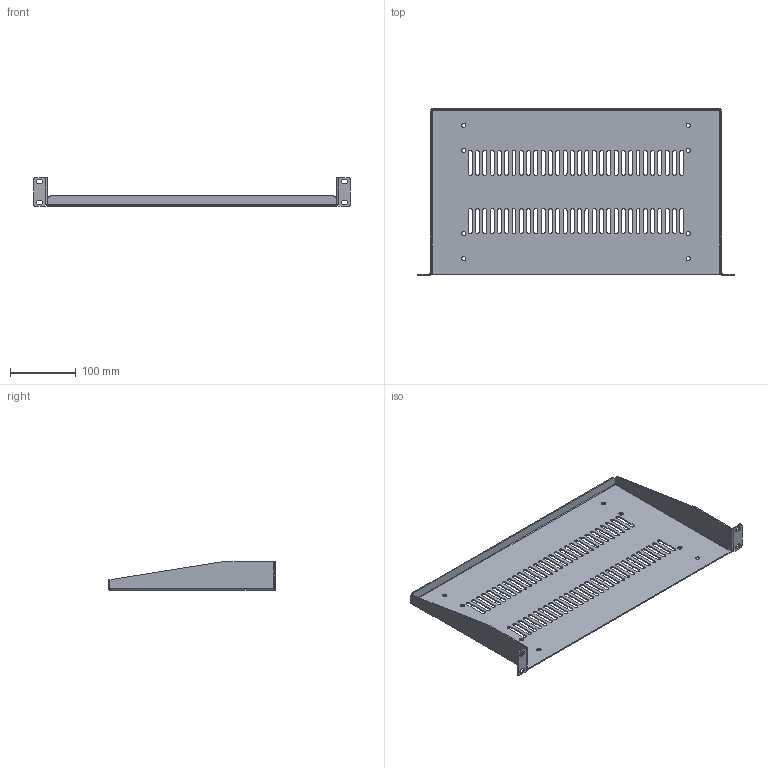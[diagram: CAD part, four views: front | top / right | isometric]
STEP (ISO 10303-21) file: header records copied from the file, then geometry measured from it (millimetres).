
FILE_DESCRIPTION (( 'STEP AP203' ), '1' );
FILE_NAME ('RASV190110BK1.step', '2020-11-12T15:55:04', ( 'ADC123' ), ( 'Microsoft' ), 'SwSTEP 2.0', 'SolidWorks 2019', '' );
FILE_SCHEMA (( 'CONFIG_CONTROL_DESIGN' ));
Length unit declared in the file: inch
Products named in the file (1): RASV190110BK1
Bounding box: 482.75 x 254 x 43.64 mm (x, y, z)
Volume: 222743.6 mm3; surface area: 256156.1 mm2
Topology: 1 solids, 1 shells, 328 faces, 954 edges, 628 vertices
Faces by surface type: plane 168, cylinder 156, bspline 4
Full cylindrical faces by diameter (mm): 6.35 x8
Entity records: 11441 total; most frequent: CARTESIAN_POINT 2207, ORIENTED_EDGE 1892, DIRECTION 1880, EDGE_CURVE 946, AXIS2_PLACEMENT_3D 629, VERTEX_POINT 628, LINE 622, VECTOR 622
